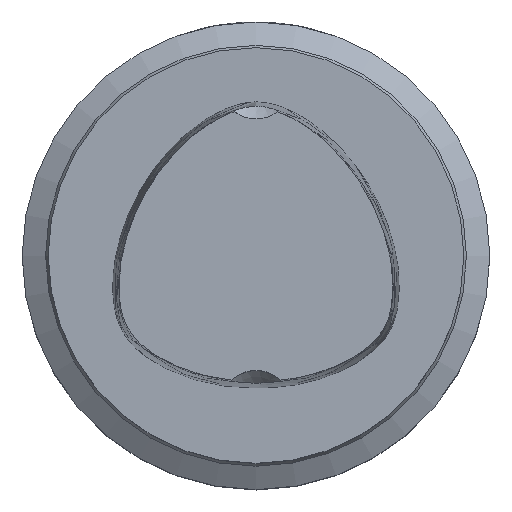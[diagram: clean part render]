
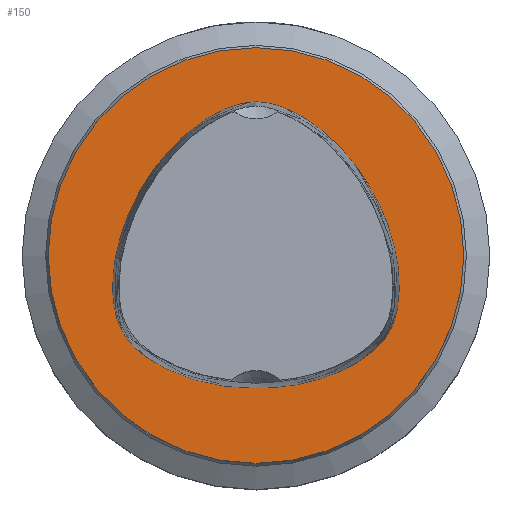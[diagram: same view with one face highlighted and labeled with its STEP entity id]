
A CAD part, top view. The second image highlights one B-rep face of the part: STEP entity #150.
In plain terms, the highlighted planar face has unit normal (0, 0, 1).
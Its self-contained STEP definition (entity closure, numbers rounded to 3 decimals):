
#86=EDGE_CURVE('240[2]',#218,#218,#219,.T.);
#104=EDGE_CURVE('240[2]',#247,#248,#249,.T.);
#150=ADVANCED_FACE('240[2]',(#308,#309),#310,.T.);
#155=EDGE_CURVE('240[2]',#248,#247,#317,.T.);
#218=VERTEX_POINT('',#451);
#219=CIRCLE('',#452,39.993);
#247=VERTEX_POINT('',#533);
#248=VERTEX_POINT('',#534);
#249=B_SPLINE_CURVE_WITH_KNOTS('',3,(#535,#536,#537,#538,#539,#540,#541,#542,#543,#544,#545,#546,#547,#548,#549,#550,#551,#552,#553,#554,#555,#556,#557,#558,#559,#560,#561,#562,#563),.UNSPECIFIED.,.F.,.F.,(4,1,1,1,1,1,1,1,1,1,1,1,1,1,1,1,1,1,1,1,1,1,1,3,4),(0.5,0.52,0.541,0.561,0.583,0.605,0.628,0.651,0.674,0.698,0.721,0.743,0.765,0.786,0.806,0.827,0.847,0.867,0.888,0.909,0.931,0.954,0.977,1.,1.0),.UNSPECIFIED.);
#308=FACE_OUTER_BOUND('',#1710,.T.);
#309=FACE_BOUND('',#1711,.T.);
#310=PLANE('',#1712);
#317=B_SPLINE_CURVE_WITH_KNOTS('',3,(#1721,#1722,#1723,#1724,#1725,#1726,#1727,#1728,#1729,#1730,#1731,#1732,#1733,#1734,#1735,#1736,#1737,#1738,#1739,#1740,#1741,#1742,#1743,#1744,#1745,#1746),.UNSPECIFIED.,.F.,.F.,(4,1,1,1,1,1,1,1,1,1,1,1,1,1,1,1,1,1,1,1,1,1,1,4),(0.0,0.023,0.046,0.069,0.091,0.112,0.133,0.153,0.173,0.194,0.214,0.235,0.257,0.279,0.302,0.326,0.349,0.372,0.395,0.417,0.439,0.459,0.48,0.5),.UNSPECIFIED.);
#451=CARTESIAN_POINT('',(0.,39.993,0.));
#452=AXIS2_PLACEMENT_3D('',#1810,#1811,#1812);
#533=CARTESIAN_POINT('',(0.,-25.494,0.0));
#534=CARTESIAN_POINT('',(0.002,29.575,0.0));
#535=CARTESIAN_POINT('',(0.,-25.494,0.0));
#536=CARTESIAN_POINT('',(-1.164,-25.494,0.0));
#537=CARTESIAN_POINT('',(-3.507,-25.415,0.0));
#538=CARTESIAN_POINT('',(-7.037,-25.052,0.0));
#539=CARTESIAN_POINT('',(-10.591,-24.325,0.0));
#540=CARTESIAN_POINT('',(-14.14,-23.198,0.0));
#541=CARTESIAN_POINT('',(-17.67,-21.688,0.0));
#542=CARTESIAN_POINT('',(-21.066,-19.676,0.0));
#543=CARTESIAN_POINT('',(-24.158,-17.09,0.0));
#544=CARTESIAN_POINT('',(-26.431,-13.672,0.0));
#545=CARTESIAN_POINT('',(-27.424,-9.731,0.0));
#546=CARTESIAN_POINT('',(-27.665,-5.765,0.0));
#547=CARTESIAN_POINT('',(-27.363,-1.897,0.0));
#548=CARTESIAN_POINT('',(-26.653,1.797,0.0));
#549=CARTESIAN_POINT('',(-25.62,5.302,0.0));
#550=CARTESIAN_POINT('',(-24.315,8.628,0.0));
#551=CARTESIAN_POINT('',(-22.76,11.79,0.0));
#552=CARTESIAN_POINT('',(-20.965,14.807,0.0));
#553=CARTESIAN_POINT('',(-18.917,17.689,0.0));
#554=CARTESIAN_POINT('',(-16.597,20.437,0.0));
#555=CARTESIAN_POINT('',(-13.972,23.027,0.0));
#556=CARTESIAN_POINT('',(-11.013,25.414,0.0));
#557=CARTESIAN_POINT('',(-7.692,27.486,0.0));
#558=CARTESIAN_POINT('',(-4.024,29.091,0.0));
#559=CARTESIAN_POINT('',(-1.343,29.556,0.0));
#560=CARTESIAN_POINT('',(0.,29.575,0.0));
#561=CARTESIAN_POINT('',(0.001,29.575,0.0));
#562=CARTESIAN_POINT('',(0.001,29.575,0.0));
#563=CARTESIAN_POINT('',(0.002,29.575,0.0));
#1710=EDGE_LOOP('',(#1905));
#1711=EDGE_LOOP('',(#1906,#1907));
#1712=AXIS2_PLACEMENT_3D('',#1908,#1909,#1910);
#1721=CARTESIAN_POINT('',(0.002,29.575,0.0));
#1722=CARTESIAN_POINT('',(1.344,29.594,0.0));
#1723=CARTESIAN_POINT('',(4.025,29.073,0.0));
#1724=CARTESIAN_POINT('',(7.692,27.491,0.0));
#1725=CARTESIAN_POINT('',(11.014,25.413,0.0));
#1726=CARTESIAN_POINT('',(13.972,23.028,0.0));
#1727=CARTESIAN_POINT('',(16.596,20.436,0.0));
#1728=CARTESIAN_POINT('',(18.918,17.689,0.0));
#1729=CARTESIAN_POINT('',(20.965,14.807,0.0));
#1730=CARTESIAN_POINT('',(22.761,11.79,0.0));
#1731=CARTESIAN_POINT('',(24.314,8.628,0.0));
#1732=CARTESIAN_POINT('',(25.62,5.302,0.0));
#1733=CARTESIAN_POINT('',(26.653,1.797,0.0));
#1734=CARTESIAN_POINT('',(27.364,-1.897,0.0));
#1735=CARTESIAN_POINT('',(27.665,-5.765,0.0));
#1736=CARTESIAN_POINT('',(27.424,-9.731,0.0));
#1737=CARTESIAN_POINT('',(26.431,-13.672,0.0));
#1738=CARTESIAN_POINT('',(24.158,-17.09,0.0));
#1739=CARTESIAN_POINT('',(21.066,-19.676,0.0));
#1740=CARTESIAN_POINT('',(17.67,-21.687,0.0));
#1741=CARTESIAN_POINT('',(14.14,-23.199,0.0));
#1742=CARTESIAN_POINT('',(10.591,-24.325,0.0));
#1743=CARTESIAN_POINT('',(7.037,-25.053,0.0));
#1744=CARTESIAN_POINT('',(3.507,-25.415,0.0));
#1745=CARTESIAN_POINT('',(1.164,-25.494,0.0));
#1746=CARTESIAN_POINT('',(0.,-25.494,0.0));
#1810=CARTESIAN_POINT('',(0.0,0.0,0.0));
#1811=DIRECTION('',(0.,0.,-1.0));
#1812=DIRECTION('',(0.,1.0,0.));
#1905=ORIENTED_EDGE('',*,*,#86,.F.);
#1906=ORIENTED_EDGE('',*,*,#155,.T.);
#1907=ORIENTED_EDGE('',*,*,#104,.T.);
#1908=CARTESIAN_POINT('',(0.,19.996,0.));
#1909=DIRECTION('',(0.,0.,1.0));
#1910=DIRECTION('',(1.0,0.,0.0));
